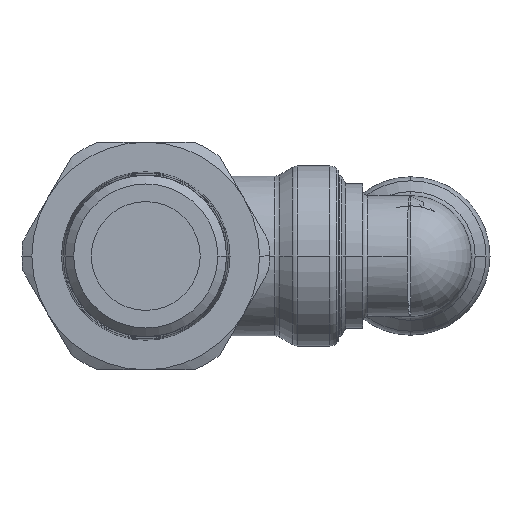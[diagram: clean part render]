
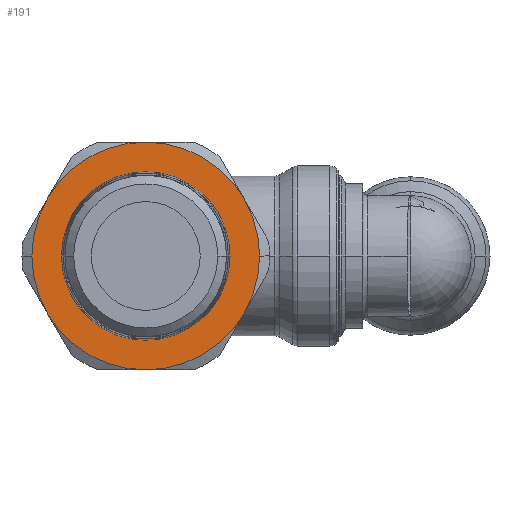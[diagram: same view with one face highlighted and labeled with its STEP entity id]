
A CAD part, front view. The second image highlights one B-rep face of the part: STEP entity #191.
In plain terms, the highlighted planar face has unit normal (0, -1, 0).
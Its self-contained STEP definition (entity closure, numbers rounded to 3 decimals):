
#191=ADVANCED_FACE('',(#514,#515),#516,.T.);
#514=FACE_BOUND('',#861,.T.);
#515=FACE_OUTER_BOUND('',#862,.T.);
#516=PLANE('',#863);
#861=EDGE_LOOP('',(#2092,#2093));
#862=EDGE_LOOP('',(#2094,#2095,#2096,#2097,#2098,#2099,#2100,#2101,#2102,#2103,#2104,#2105,#2106,#2107));
#863=AXIS2_PLACEMENT_3D('',#2108,#2109,#2110);
#2092=ORIENTED_EDGE('',*,*,#2539,.T.);
#2093=ORIENTED_EDGE('',*,*,#2559,.T.);
#2094=ORIENTED_EDGE('',*,*,#2668,.F.);
#2095=ORIENTED_EDGE('',*,*,#2360,.F.);
#2096=ORIENTED_EDGE('',*,*,#2692,.F.);
#2097=ORIENTED_EDGE('',*,*,#2640,.F.);
#2098=ORIENTED_EDGE('',*,*,#2690,.F.);
#2099=ORIENTED_EDGE('',*,*,#2648,.F.);
#2100=ORIENTED_EDGE('',*,*,#2688,.F.);
#2101=ORIENTED_EDGE('',*,*,#2656,.F.);
#2102=ORIENTED_EDGE('',*,*,#2687,.F.);
#2103=ORIENTED_EDGE('',*,*,#2365,.F.);
#2104=ORIENTED_EDGE('',*,*,#2658,.F.);
#2105=ORIENTED_EDGE('',*,*,#2689,.F.);
#2106=ORIENTED_EDGE('',*,*,#2662,.F.);
#2107=ORIENTED_EDGE('',*,*,#2691,.F.);
#2108=CARTESIAN_POINT('',(-5.75,0.0,0.0));
#2109=DIRECTION('',(0.0,-1.0,-0.0));
#2110=DIRECTION('',(1.0,0.0,0.0));
#2360=EDGE_CURVE('',#2858,#2860,#2861,.T.);
#2365=EDGE_CURVE('',#2868,#2864,#2870,.T.);
#2539=EDGE_CURVE('',#3175,#3179,#3181,.T.);
#2559=EDGE_CURVE('',#3179,#3175,#3213,.T.);
#2640=EDGE_CURVE('',#3322,#3309,#3324,.T.);
#2648=EDGE_CURVE('',#3338,#3325,#3340,.T.);
#2656=EDGE_CURVE('',#3354,#3341,#3356,.T.);
#2658=EDGE_CURVE('',#3358,#2868,#3360,.T.);
#2662=EDGE_CURVE('',#3365,#3367,#3368,.T.);
#2668=EDGE_CURVE('',#2860,#3377,#3378,.T.);
#2687=EDGE_CURVE('',#2864,#3354,#3399,.T.);
#2688=EDGE_CURVE('',#3341,#3338,#3400,.T.);
#2689=EDGE_CURVE('',#3367,#3358,#3401,.T.);
#2690=EDGE_CURVE('',#3325,#3322,#3402,.T.);
#2691=EDGE_CURVE('',#3377,#3365,#3403,.T.);
#2692=EDGE_CURVE('',#3309,#2858,#3404,.T.);
#2858=VERTEX_POINT('',#3694);
#2860=VERTEX_POINT('',#3697);
#2861=CIRCLE('',#3698,11.5);
#2864=VERTEX_POINT('',#3710);
#2868=VERTEX_POINT('',#3715);
#2870=CIRCLE('',#3726,11.5);
#3175=VERTEX_POINT('',#4396);
#3179=VERTEX_POINT('',#4401);
#3181=CIRCLE('',#4404,8.512);
#3213=CIRCLE('',#4442,8.512);
#3309=VERTEX_POINT('',#4643);
#3322=VERTEX_POINT('',#4694);
#3324=LINE('',#4705,#4706);
#3325=VERTEX_POINT('',#4707);
#3338=VERTEX_POINT('',#4758);
#3340=LINE('',#4769,#4770);
#3341=VERTEX_POINT('',#4771);
#3354=VERTEX_POINT('',#4822);
#3356=LINE('',#4833,#4834);
#3358=VERTEX_POINT('',#4836);
#3360=LINE('',#4847,#4848);
#3365=VERTEX_POINT('',#4863);
#3367=VERTEX_POINT('',#4874);
#3368=LINE('',#4875,#4876);
#3377=VERTEX_POINT('',#4914);
#3378=LINE('',#4915,#4916);
#3399=CIRCLE('',#4956,11.5);
#3400=CIRCLE('',#4957,11.5);
#3401=CIRCLE('',#4958,11.5);
#3402=CIRCLE('',#4959,11.5);
#3403=CIRCLE('',#4960,11.5);
#3404=CIRCLE('',#4961,11.5);
#3694=CARTESIAN_POINT('',(-11.5,0.0,0.));
#3697=CARTESIAN_POINT('',(-9.965,0.0,5.74));
#3698=AXIS2_PLACEMENT_3D('',#5193,#5194,#5195);
#3710=CARTESIAN_POINT('',(11.5,0.0,0.));
#3715=CARTESIAN_POINT('',(9.965,0.0,5.74));
#3726=AXIS2_PLACEMENT_3D('',#5200,#5201,#5202);
#4396=CARTESIAN_POINT('',(8.512,0.,0.0));
#4401=CARTESIAN_POINT('',(-8.512,0.0,0.));
#4404=AXIS2_PLACEMENT_3D('',#5569,#5570,#5571);
#4442=AXIS2_PLACEMENT_3D('',#5617,#5618,#5619);
#4643=CARTESIAN_POINT('',(-9.965,0.0,-5.74));
#4694=CARTESIAN_POINT('',(-9.953,0.0,-5.76));
#4705=CARTESIAN_POINT('',(-10.678,0.0,-4.505));
#4706=VECTOR('',#5788,1.0);
#4707=CARTESIAN_POINT('',(-0.012,0.0,-11.5));
#4758=CARTESIAN_POINT('',(0.012,0.0,-11.5));
#4769=CARTESIAN_POINT('',(-2.875,0.0,-11.5));
#4770=VECTOR('',#5791,1.0);
#4771=CARTESIAN_POINT('',(9.953,0.0,-5.76));
#4822=CARTESIAN_POINT('',(9.965,0.0,-5.74));
#4833=CARTESIAN_POINT('',(9.241,0.0,-6.995));
#4834=VECTOR('',#5794,1.0);
#4836=CARTESIAN_POINT('',(9.953,0.0,5.76));
#4847=CARTESIAN_POINT('',(9.241,0.0,6.995));
#4848=VECTOR('',#5795,1.0);
#4863=CARTESIAN_POINT('',(-0.012,0.0,11.5));
#4874=CARTESIAN_POINT('',(0.012,0.0,11.5));
#4875=CARTESIAN_POINT('',(-2.875,0.0,11.5));
#4876=VECTOR('',#5797,1.0);
#4914=CARTESIAN_POINT('',(-9.953,0.0,5.76));
#4915=CARTESIAN_POINT('',(-10.678,0.0,4.505));
#4916=VECTOR('',#5800,1.0);
#4956=AXIS2_PLACEMENT_3D('',#5847,#5848,#5849);
#4957=AXIS2_PLACEMENT_3D('',#5850,#5851,#5852);
#4958=AXIS2_PLACEMENT_3D('',#5853,#5854,#5855);
#4959=AXIS2_PLACEMENT_3D('',#5856,#5857,#5858);
#4960=AXIS2_PLACEMENT_3D('',#5859,#5860,#5861);
#4961=AXIS2_PLACEMENT_3D('',#5862,#5863,#5864);
#5193=CARTESIAN_POINT('',(0.0,0.0,0.0));
#5194=DIRECTION('',(0.0,1.0,0.0));
#5195=DIRECTION('',(-1.0,0.0,0.0));
#5200=CARTESIAN_POINT('',(0.0,0.0,0.0));
#5201=DIRECTION('',(0.0,1.0,0.0));
#5202=DIRECTION('',(-1.0,0.0,0.0));
#5569=CARTESIAN_POINT('',(0.0,0.0,0.0));
#5570=DIRECTION('',(-0.0,1.0,0.0));
#5571=DIRECTION('',(1.0,0.0,0.0));
#5617=CARTESIAN_POINT('',(0.0,0.0,0.0));
#5618=DIRECTION('',(-0.0,1.0,0.0));
#5619=DIRECTION('',(1.0,0.0,0.0));
#5788=DIRECTION('',(-0.5,-0.0,0.866));
#5791=DIRECTION('',(-1.0,0.0,-0.0));
#5794=DIRECTION('',(-0.5,0.0,-0.866));
#5795=DIRECTION('',(0.5,0.0,-0.866));
#5797=DIRECTION('',(1.0,0.0,0.));
#5800=DIRECTION('',(0.5,0.0,0.866));
#5847=CARTESIAN_POINT('',(0.0,0.0,0.0));
#5848=DIRECTION('',(0.0,1.0,0.0));
#5849=DIRECTION('',(-1.0,0.0,0.0));
#5850=CARTESIAN_POINT('',(0.0,0.0,0.0));
#5851=DIRECTION('',(0.0,1.0,0.0));
#5852=DIRECTION('',(-1.0,0.0,0.0));
#5853=CARTESIAN_POINT('',(0.0,0.0,0.0));
#5854=DIRECTION('',(0.0,1.0,0.0));
#5855=DIRECTION('',(-1.0,0.0,0.0));
#5856=CARTESIAN_POINT('',(0.0,0.0,0.0));
#5857=DIRECTION('',(0.0,1.0,0.0));
#5858=DIRECTION('',(-1.0,0.0,0.0));
#5859=CARTESIAN_POINT('',(0.0,0.0,0.0));
#5860=DIRECTION('',(0.0,1.0,0.0));
#5861=DIRECTION('',(-1.0,0.0,0.0));
#5862=CARTESIAN_POINT('',(0.0,0.0,0.0));
#5863=DIRECTION('',(0.0,1.0,0.0));
#5864=DIRECTION('',(-1.0,0.0,0.0));
